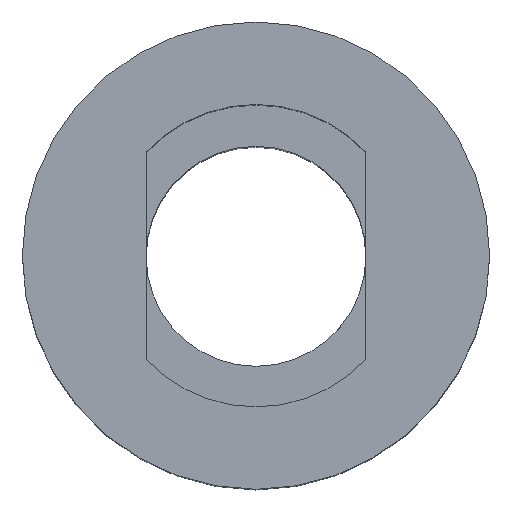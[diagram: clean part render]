
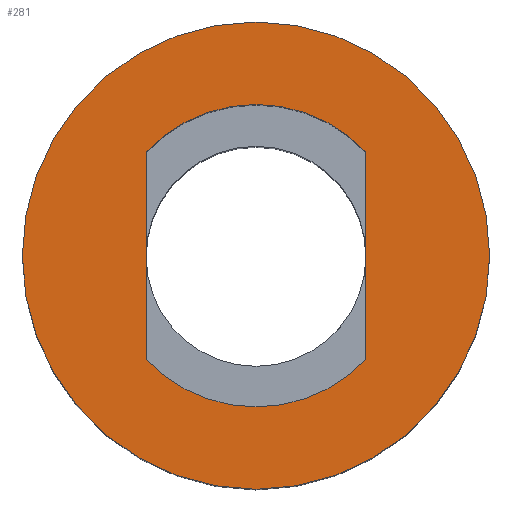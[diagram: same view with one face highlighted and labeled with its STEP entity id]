
A CAD part, top view. The second image highlights one B-rep face of the part: STEP entity #281.
In plain terms, the highlighted planar face has unit normal (0, 0, 1).
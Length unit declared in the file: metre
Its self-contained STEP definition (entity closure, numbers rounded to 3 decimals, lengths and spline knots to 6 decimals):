
#33=CIRCLE('',#318,0.00275);
#34=CIRCLE('',#321,0.00275);
#35=CIRCLE('',#323,0.00425);
#93=ORIENTED_EDGE('',*,*,#139,.T.);
#94=ORIENTED_EDGE('',*,*,#133,.F.);
#95=ORIENTED_EDGE('',*,*,#136,.F.);
#96=ORIENTED_EDGE('',*,*,#138,.F.);
#97=ORIENTED_EDGE('',*,*,#141,.T.);
#133=EDGE_CURVE('',#161,#162,#33,.T.);
#136=EDGE_CURVE('',#163,#161,#182,.T.);
#138=EDGE_CURVE('',#164,#163,#34,.T.);
#139=EDGE_CURVE('',#165,#165,#35,.T.);
#141=EDGE_CURVE('',#164,#162,#184,.T.);
#161=VERTEX_POINT('',#505);
#162=VERTEX_POINT('',#507);
#163=VERTEX_POINT('',#511);
#164=VERTEX_POINT('',#515);
#165=VERTEX_POINT('',#519);
#182=LINE('',#512,#200);
#184=LINE('',#523,#202);
#200=VECTOR('',#391,1.);
#202=VECTOR('',#405,1.);
#223=EDGE_LOOP('',(#93));
#224=EDGE_LOOP('',(#94,#95,#96,#97));
#251=FACE_BOUND('',#223,.T.);
#252=FACE_BOUND('',#224,.T.);
#266=PLANE('',#326);
#281=ADVANCED_FACE('',(#251,#252),#266,.T.);
#318=AXIS2_PLACEMENT_3D('',#506,#385,#386);
#321=AXIS2_PLACEMENT_3D('',#516,#395,#396);
#323=AXIS2_PLACEMENT_3D('',#518,#399,#400);
#326=AXIS2_PLACEMENT_3D('',#524,#406,#407);
#385=DIRECTION('',(0.,0.,1.));
#386=DIRECTION('',(1.,0.,0.));
#391=DIRECTION('',(0.,-1.,0.));
#395=DIRECTION('',(0.,0.,1.));
#396=DIRECTION('',(1.,0.,0.));
#399=DIRECTION('',(0.,0.,1.));
#400=DIRECTION('',(1.,0.,0.));
#405=DIRECTION('',(0.,-1.,0.));
#406=DIRECTION('',(0.,0.,1.));
#407=DIRECTION('',(1.,0.,0.));
#505=CARTESIAN_POINT('',(-0.002,-0.001887,0.017));
#506=CARTESIAN_POINT('',(0.,0.,0.017));
#507=CARTESIAN_POINT('',(0.002,-0.001887,0.017));
#511=CARTESIAN_POINT('',(-0.002,0.001887,0.017));
#512=CARTESIAN_POINT('',(-0.002,0.,0.017));
#515=CARTESIAN_POINT('',(0.002,0.001887,0.017));
#516=CARTESIAN_POINT('',(0.,0.,0.017));
#518=CARTESIAN_POINT('',(0.,0.,0.017));
#519=CARTESIAN_POINT('',(0.00425,0.,0.017));
#523=CARTESIAN_POINT('',(0.002,0.,0.017));
#524=CARTESIAN_POINT('',(0.,0.,0.017));
